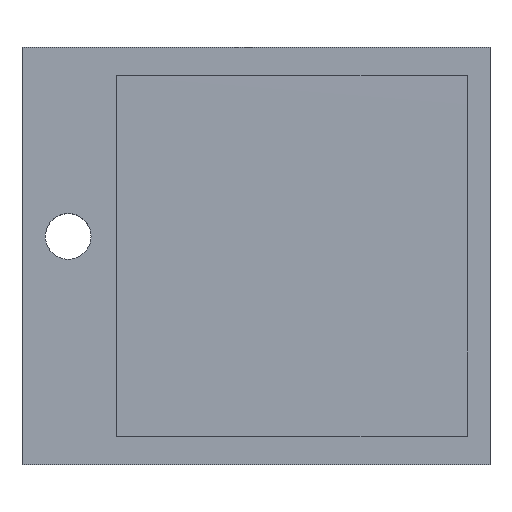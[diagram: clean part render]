
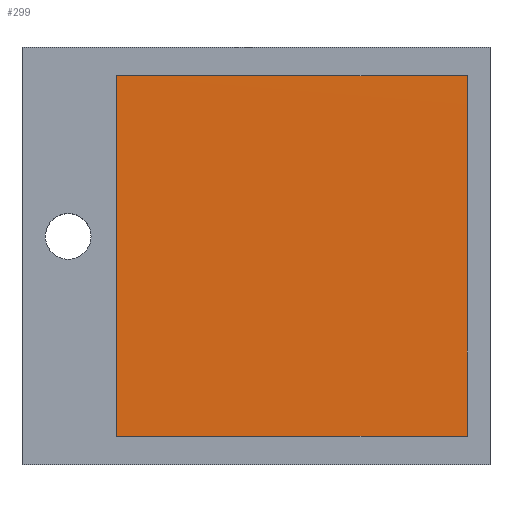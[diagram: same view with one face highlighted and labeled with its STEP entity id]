
A CAD part, top view. The second image highlights one B-rep face of the part: STEP entity #299.
In plain terms, the highlighted planar face has unit normal (0, 0, 1).
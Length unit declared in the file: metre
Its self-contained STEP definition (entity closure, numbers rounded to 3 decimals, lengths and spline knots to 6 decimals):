
#69=ORIENTED_EDGE('',*,*,#120,.T.);
#70=ORIENTED_EDGE('',*,*,#127,.T.);
#71=ORIENTED_EDGE('',*,*,#122,.T.);
#72=ORIENTED_EDGE('',*,*,#108,.F.);
#73=ORIENTED_EDGE('',*,*,#105,.F.);
#74=ORIENTED_EDGE('',*,*,#101,.T.);
#101=EDGE_CURVE('',#140,#141,#166,.T.);
#105=EDGE_CURVE('',#140,#144,#170,.T.);
#108=EDGE_CURVE('',#144,#146,#173,.T.);
#120=EDGE_CURVE('',#141,#152,#185,.T.);
#122=EDGE_CURVE('',#154,#146,#187,.T.);
#127=EDGE_CURVE('',#152,#154,#190,.T.);
#140=VERTEX_POINT('',#431);
#141=VERTEX_POINT('',#432);
#144=VERTEX_POINT('',#440);
#146=VERTEX_POINT('',#446);
#152=VERTEX_POINT('',#467);
#154=VERTEX_POINT('',#472);
#166=LINE('',#430,#203);
#170=LINE('',#439,#207);
#173=LINE('',#445,#210);
#185=LINE('',#469,#222);
#187=LINE('',#471,#224);
#190=LINE('',#483,#227);
#203=VECTOR('',#350,1.);
#207=VECTOR('',#356,1.);
#210=VECTOR('',#361,1.);
#222=VECTOR('',#381,1.);
#224=VECTOR('',#383,1.);
#227=VECTOR('',#396,1.);
#246=EDGE_LOOP('',(#69,#70,#71,#72,#73,#74));
#267=FACE_BOUND('',#246,.T.);
#284=PLANE('',#330);
#299=ADVANCED_FACE('',(#267),#284,.T.);
#330=AXIS2_PLACEMENT_3D('',#482,#394,#395);
#350=DIRECTION('',(1.,0.,0.));
#356=DIRECTION('',(0.,1.,0.));
#361=DIRECTION('',(1.,0.,0.));
#381=DIRECTION('',(0.,1.,0.));
#383=DIRECTION('',(0.,1.,0.));
#394=DIRECTION('',(0.,0.,1.));
#395=DIRECTION('',(1.,0.,0.));
#396=DIRECTION('',(0.,1.,0.));
#430=CARTESIAN_POINT('',(0.0061,0.041991,0.001));
#431=CARTESIAN_POINT('',(-0.00315,0.041991,0.001));
#432=CARTESIAN_POINT('',(0.01535,0.041991,0.001));
#439=CARTESIAN_POINT('',(-0.00315,0.051491,0.001));
#440=CARTESIAN_POINT('',(-0.00315,0.060991,0.001));
#445=CARTESIAN_POINT('',(0.0061,0.060991,0.001));
#446=CARTESIAN_POINT('',(0.01535,0.060991,0.001));
#467=CARTESIAN_POINT('',(0.01535,0.044091,0.001004));
#469=CARTESIAN_POINT('',(0.01535,0.051491,0.001));
#471=CARTESIAN_POINT('',(0.01535,0.051491,0.001));
#472=CARTESIAN_POINT('',(0.01535,0.059491,0.001004));
#482=CARTESIAN_POINT('',(0.00421,0.051491,0.001));
#483=CARTESIAN_POINT('',(0.01535,0.051491,0.001));
